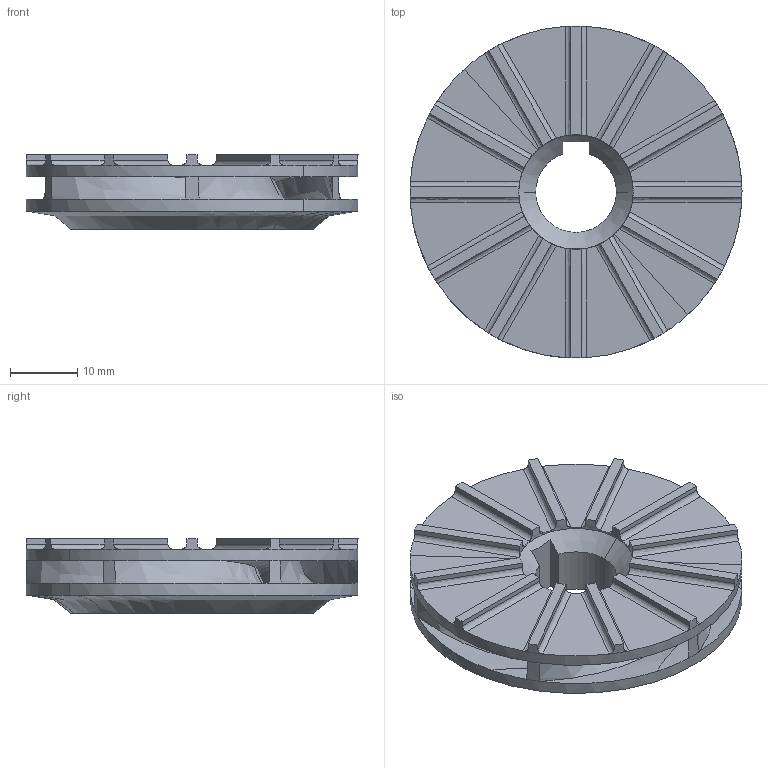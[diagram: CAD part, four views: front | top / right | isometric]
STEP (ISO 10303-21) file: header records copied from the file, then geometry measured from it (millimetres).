
FILE_DESCRIPTION (( 'STEP AP214' ), '1' );
FILE_NAME ('kerosene_PDR_impeller_integrated.STEP', '2024-11-03T23:37:19', ( '' ), ( '' ), 'SwSTEP 2.0', 'SolidWorks 2024', '' );
FILE_SCHEMA (( 'AUTOMOTIVE_DESIGN' ));
Length unit declared in the file: millimetre
Products named in the file (1): kerosene_PDR_impeller_integrated
Bounding box: 49.32 x 49.32 x 11.01 mm (x, y, z)
Volume: 7903.9 mm3; surface area: 9428.8 mm2
Topology: 1 solids, 1 shells, 142 faces, 403 edges, 249 vertices
Faces by surface type: bspline 74, plane 39, cylinder 17, cone 12
Entity records: 26825 total; most frequent: CARTESIAN_POINT 23645, ORIENTED_EDGE 806, DIRECTION 492, EDGE_CURVE 403, VERTEX_POINT 249, AXIS2_PLACEMENT_3D 204, B_SPLINE_CURVE_WITH_KNOTS 184, ADVANCED_FACE 142
